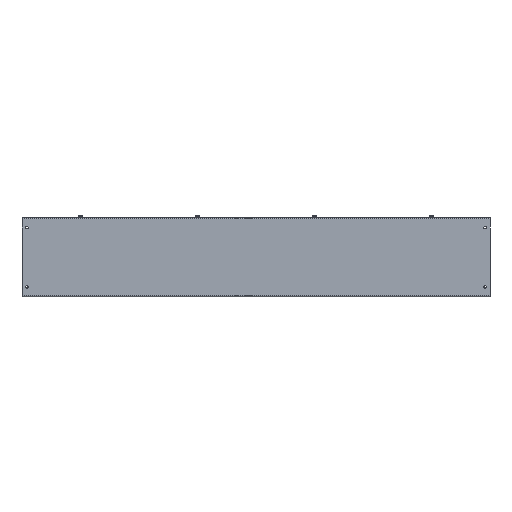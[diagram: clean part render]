
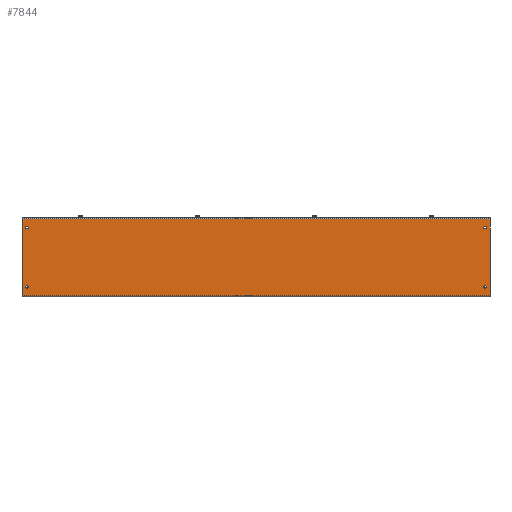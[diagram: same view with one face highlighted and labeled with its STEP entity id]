
A CAD part, left-side view. The second image highlights one B-rep face of the part: STEP entity #7844.
In plain terms, the highlighted planar face has unit normal (-1, 0, 0).
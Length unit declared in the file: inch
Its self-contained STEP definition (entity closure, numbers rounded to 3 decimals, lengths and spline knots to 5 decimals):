
#295 = DIRECTION ( 'NONE',  ( 0., 0., 1. ) ) ;
#513 = AXIS2_PLACEMENT_3D ( 'NONE', #4396, #1786, #8535 ) ;
#541 = VERTEX_POINT ( 'NONE', #6614 ) ;
#566 = EDGE_LOOP ( 'NONE', ( #2494, #8267 ) ) ;
#655 = ORIENTED_EDGE ( 'NONE', *, *, #9284, .T. ) ;
#831 = EDGE_LOOP ( 'NONE', ( #5964, #1093 ) ) ;
#955 = VERTEX_POINT ( 'NONE', #3280 ) ;
#991 = EDGE_CURVE ( 'NONE', #3478, #955, #1394, .T. ) ;
#1008 = CARTESIAN_POINT ( 'NONE',  ( -4.072, 23.5, 1. ) ) ;
#1090 = FACE_BOUND ( 'NONE', #9890, .T. ) ;
#1093 = ORIENTED_EDGE ( 'NONE', *, *, #7801, .T. ) ;
#1288 = AXIS2_PLACEMENT_3D ( 'NONE', #7810, #4491, #10290 ) ;
#1363 = VERTEX_POINT ( 'NONE', #5865 ) ;
#1392 = VERTEX_POINT ( 'NONE', #4156 ) ;
#1394 = CIRCLE ( 'NONE', #513, 0.133 ) ;
#1473 = CARTESIAN_POINT ( 'NONE',  ( -4.072, 24., 0.108 ) ) ;
#1621 = VECTOR ( 'NONE', #7186, 39.37008 ) ;
#1682 = CARTESIAN_POINT ( 'NONE',  ( -4.072, -24., 7.964 ) ) ;
#1773 = EDGE_LOOP ( 'NONE', ( #5720, #4461, #655, #5017 ) ) ;
#1786 = DIRECTION ( 'NONE',  ( 1., 0., 0. ) ) ;
#1955 = LINE ( 'NONE', #1682, #7763 ) ;
#2252 = DIRECTION ( 'NONE',  ( 1., 0., 0. ) ) ;
#2420 = ORIENTED_EDGE ( 'NONE', *, *, #8344, .T. ) ;
#2494 = ORIENTED_EDGE ( 'NONE', *, *, #9308, .T. ) ;
#2792 = FACE_BOUND ( 'NONE', #5641, .T. ) ;
#2814 = CIRCLE ( 'NONE', #6166, 0.133 ) ;
#2872 = VECTOR ( 'NONE', #9960, 39.37008 ) ;
#2929 = CARTESIAN_POINT ( 'NONE',  ( -4.072, -24., 0.072 ) ) ;
#3017 = CARTESIAN_POINT ( 'NONE',  ( -4.072, 24., 7.964 ) ) ;
#3051 = CIRCLE ( 'NONE', #1288, 0.133 ) ;
#3148 = CARTESIAN_POINT ( 'NONE',  ( -4.072, 23.5, 7.205 ) ) ;
#3280 = CARTESIAN_POINT ( 'NONE',  ( -4.072, 23.5, 6.939 ) ) ;
#3423 = ORIENTED_EDGE ( 'NONE', *, *, #9135, .T. ) ;
#3471 = CARTESIAN_POINT ( 'NONE',  ( -4.072, 24., 0.0625 ) ) ;
#3478 = VERTEX_POINT ( 'NONE', #3148 ) ;
#3752 = VERTEX_POINT ( 'NONE', #6974 ) ;
#3774 = CIRCLE ( 'NONE', #4816, 0.133 ) ;
#3793 = CIRCLE ( 'NONE', #5367, 0.133 ) ;
#3881 = AXIS2_PLACEMENT_3D ( 'NONE', #3471, #6005, #295 ) ;
#3907 = EDGE_CURVE ( 'NONE', #10675, #1363, #8691, .T. ) ;
#4114 = CARTESIAN_POINT ( 'NONE',  ( -4.072, -24., 7.964 ) ) ;
#4156 = CARTESIAN_POINT ( 'NONE',  ( -4.072, 23.5, 1.133 ) ) ;
#4180 = DIRECTION ( 'NONE',  ( 0., 0., 1. ) ) ;
#4366 = EDGE_CURVE ( 'NONE', #4868, #3752, #8363, .T. ) ;
#4369 = CARTESIAN_POINT ( 'NONE',  ( -4.072, -23.5, 6.939 ) ) ;
#4396 = CARTESIAN_POINT ( 'NONE',  ( -4.072, 23.5, 7.072 ) ) ;
#4401 = VERTEX_POINT ( 'NONE', #4114 ) ;
#4461 = ORIENTED_EDGE ( 'NONE', *, *, #4366, .T. ) ;
#4491 = DIRECTION ( 'NONE',  ( 1., 0., 0. ) ) ;
#4816 = AXIS2_PLACEMENT_3D ( 'NONE', #10668, #2252, #5586 ) ;
#4825 = AXIS2_PLACEMENT_3D ( 'NONE', #5764, #6707, #7489 ) ;
#4868 = VERTEX_POINT ( 'NONE', #1473 ) ;
#4903 = CIRCLE ( 'NONE', #7560, 0.133 ) ;
#4961 = EDGE_CURVE ( 'NONE', #8949, #6199, #9412, .T. ) ;
#5006 = CARTESIAN_POINT ( 'NONE',  ( -4.072, 23.5, 7.072 ) ) ;
#5017 = ORIENTED_EDGE ( 'NONE', *, *, #6058, .F. ) ;
#5063 = DIRECTION ( 'NONE',  ( 0., -1., 0. ) ) ;
#5083 = CARTESIAN_POINT ( 'NONE',  ( -4.072, -23.5, 0.867 ) ) ;
#5280 = FACE_BOUND ( 'NONE', #566, .T. ) ;
#5367 = AXIS2_PLACEMENT_3D ( 'NONE', #10666, #6466, #8072 ) ;
#5586 = DIRECTION ( 'NONE',  ( 0., 0., 1. ) ) ;
#5641 = EDGE_LOOP ( 'NONE', ( #2420, #3423 ) ) ;
#5663 = CARTESIAN_POINT ( 'NONE',  ( -4.072, 24., 0.108 ) ) ;
#5720 = ORIENTED_EDGE ( 'NONE', *, *, #6938, .T. ) ;
#5764 = CARTESIAN_POINT ( 'NONE',  ( -4.072, -23.5, 1. ) ) ;
#5865 = CARTESIAN_POINT ( 'NONE',  ( -4.072, -23.5, 7.205 ) ) ;
#5964 = ORIENTED_EDGE ( 'NONE', *, *, #991, .T. ) ;
#6005 = DIRECTION ( 'NONE',  ( -1., 0., 0. ) ) ;
#6058 = EDGE_CURVE ( 'NONE', #9783, #4401, #1955, .T. ) ;
#6165 = PLANE ( 'NONE',  #3881 ) ;
#6166 = AXIS2_PLACEMENT_3D ( 'NONE', #5006, #8217, #4180 ) ;
#6199 = VERTEX_POINT ( 'NONE', #10782 ) ;
#6466 = DIRECTION ( 'NONE',  ( 1., 0., 0. ) ) ;
#6614 = CARTESIAN_POINT ( 'NONE',  ( -4.072, 23.5, 0.867 ) ) ;
#6707 = DIRECTION ( 'NONE',  ( 1., 0., 0. ) ) ;
#6938 = EDGE_CURVE ( 'NONE', #9783, #4868, #8832, .T. ) ;
#6974 = CARTESIAN_POINT ( 'NONE',  ( -4.072, -24., 0.108 ) ) ;
#7186 = DIRECTION ( 'NONE',  ( 0., 0., 1. ) ) ;
#7295 = CARTESIAN_POINT ( 'NONE',  ( -4.072, -23.5, 7.072 ) ) ;
#7489 = DIRECTION ( 'NONE',  ( 0., 0., 1. ) ) ;
#7517 = ORIENTED_EDGE ( 'NONE', *, *, #4961, .T. ) ;
#7560 = AXIS2_PLACEMENT_3D ( 'NONE', #1008, #10392, #8627 ) ;
#7763 = VECTOR ( 'NONE', #5063, 39.37008 ) ;
#7801 = EDGE_CURVE ( 'NONE', #955, #3478, #2814, .T. ) ;
#7810 = CARTESIAN_POINT ( 'NONE',  ( -4.072, 23.5, 1. ) ) ;
#7844 = ADVANCED_FACE ( 'NONE', ( #10750, #5280, #1090, #10320, #2792 ), #6165, .T. ) ;
#7969 = LINE ( 'NONE', #2929, #1621 ) ;
#8072 = DIRECTION ( 'NONE',  ( 0., 0., 1. ) ) ;
#8217 = DIRECTION ( 'NONE',  ( 1., 0., 0. ) ) ;
#8267 = ORIENTED_EDGE ( 'NONE', *, *, #3907, .T. ) ;
#8344 = EDGE_CURVE ( 'NONE', #1392, #541, #4903, .T. ) ;
#8363 = LINE ( 'NONE', #5663, #2872 ) ;
#8535 = DIRECTION ( 'NONE',  ( 0., 0., 1. ) ) ;
#8627 = DIRECTION ( 'NONE',  ( 0., 0., 1. ) ) ;
#8691 = CIRCLE ( 'NONE', #9200, 0.133 ) ;
#8832 = LINE ( 'NONE', #9607, #9879 ) ;
#8949 = VERTEX_POINT ( 'NONE', #5083 ) ;
#9135 = EDGE_CURVE ( 'NONE', #541, #1392, #3051, .T. ) ;
#9200 = AXIS2_PLACEMENT_3D ( 'NONE', #7295, #10662, #10095 ) ;
#9284 = EDGE_CURVE ( 'NONE', #3752, #4401, #7969, .T. ) ;
#9308 = EDGE_CURVE ( 'NONE', #1363, #10675, #3774, .T. ) ;
#9412 = CIRCLE ( 'NONE', #4825, 0.133 ) ;
#9607 = CARTESIAN_POINT ( 'NONE',  ( -4.072, 24., 0.072 ) ) ;
#9657 = DIRECTION ( 'NONE',  ( 0., 0., -1. ) ) ;
#9783 = VERTEX_POINT ( 'NONE', #3017 ) ;
#9814 = ORIENTED_EDGE ( 'NONE', *, *, #10327, .T. ) ;
#9879 = VECTOR ( 'NONE', #9657, 39.37008 ) ;
#9890 = EDGE_LOOP ( 'NONE', ( #9814, #7517 ) ) ;
#9960 = DIRECTION ( 'NONE',  ( 0., -1., 0. ) ) ;
#10095 = DIRECTION ( 'NONE',  ( 0., 0., 1. ) ) ;
#10290 = DIRECTION ( 'NONE',  ( 0., 0., 1. ) ) ;
#10320 = FACE_BOUND ( 'NONE', #831, .T. ) ;
#10327 = EDGE_CURVE ( 'NONE', #6199, #8949, #3793, .T. ) ;
#10392 = DIRECTION ( 'NONE',  ( 1., 0., 0. ) ) ;
#10662 = DIRECTION ( 'NONE',  ( 1., 0., 0. ) ) ;
#10666 = CARTESIAN_POINT ( 'NONE',  ( -4.072, -23.5, 1. ) ) ;
#10668 = CARTESIAN_POINT ( 'NONE',  ( -4.072, -23.5, 7.072 ) ) ;
#10675 = VERTEX_POINT ( 'NONE', #4369 ) ;
#10750 = FACE_OUTER_BOUND ( 'NONE', #1773, .T. ) ;
#10782 = CARTESIAN_POINT ( 'NONE',  ( -4.072, -23.5, 1.133 ) ) ;
